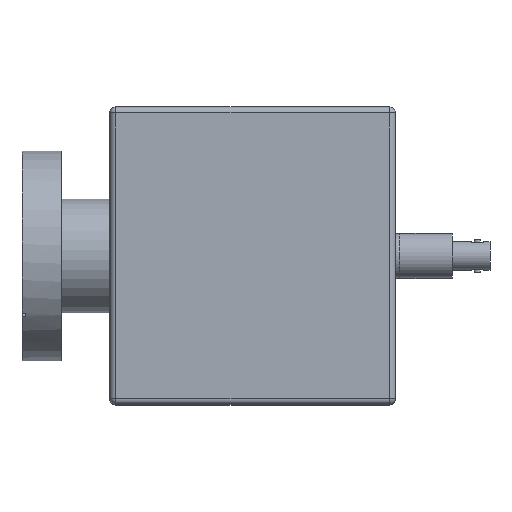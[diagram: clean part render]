
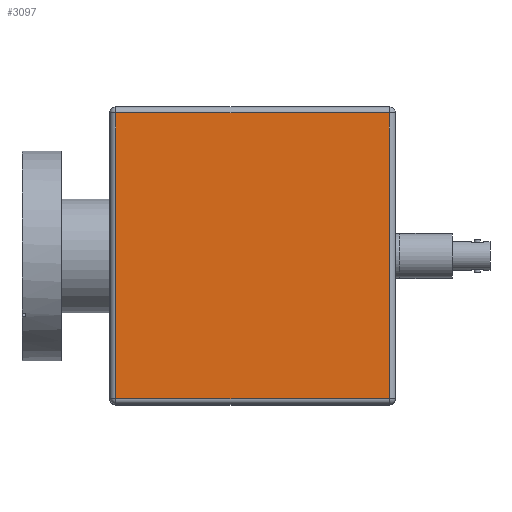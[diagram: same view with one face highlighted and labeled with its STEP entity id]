
A CAD part, top view. The second image highlights one B-rep face of the part: STEP entity #3097.
In plain terms, the highlighted face is planar.
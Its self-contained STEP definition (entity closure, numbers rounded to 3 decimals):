
#371=PLANE('',#3499);
#566=FACE_OUTER_BOUND('',#904,.T.);
#904=EDGE_LOOP('',(#2714,#2715,#2716,#2717));
#1061=LINE('',#5352,#1245);
#1064=LINE('',#5359,#1248);
#1065=LINE('',#5361,#1249);
#1070=LINE('',#5372,#1254);
#1245=VECTOR('',#4383,91.);
#1248=VECTOR('',#4392,95.);
#1249=VECTOR('',#4395,95.);
#1254=VECTOR('',#4408,91.);
#1701=VERTEX_POINT('',#5326);
#1704=VERTEX_POINT('',#5333);
#1708=VERTEX_POINT('',#5342);
#1709=VERTEX_POINT('',#5346);
#2037=EDGE_CURVE('',#1709,#1708,#1061,.T.);
#2041=EDGE_CURVE('',#1704,#1709,#1064,.T.);
#2042=EDGE_CURVE('',#1708,#1701,#1065,.T.);
#2048=EDGE_CURVE('',#1701,#1704,#1070,.T.);
#2714=ORIENTED_EDGE('',*,*,#2037,.F.);
#2715=ORIENTED_EDGE('',*,*,#2041,.F.);
#2716=ORIENTED_EDGE('',*,*,#2048,.F.);
#2717=ORIENTED_EDGE('',*,*,#2042,.F.);
#3097=ADVANCED_FACE('',(#566),#371,.F.);
#3499=AXIS2_PLACEMENT_3D('',#5382,#4422,#4423);
#4383=DIRECTION('',(-1.,0.,0.));
#4392=DIRECTION('',(0.,1.,0.));
#4395=DIRECTION('',(0.,-1.,0.));
#4408=DIRECTION('',(1.,0.,0.));
#4422=DIRECTION('center_axis',(0.,0.,1.));
#4423=DIRECTION('ref_axis',(1.,0.,0.));
#5326=CARTESIAN_POINT('',(-45.5,-47.5,0.));
#5333=CARTESIAN_POINT('',(45.5,-47.5,0.));
#5342=CARTESIAN_POINT('',(-45.5,47.5,0.));
#5346=CARTESIAN_POINT('',(45.5,47.5,0.));
#5352=CARTESIAN_POINT('',(23.75,47.5,0.));
#5359=CARTESIAN_POINT('',(45.5,-24.75,0.));
#5361=CARTESIAN_POINT('',(-45.5,24.75,0.));
#5372=CARTESIAN_POINT('',(-23.75,-47.5,0.));
#5382=CARTESIAN_POINT('Origin',(0.,0.,0.));
